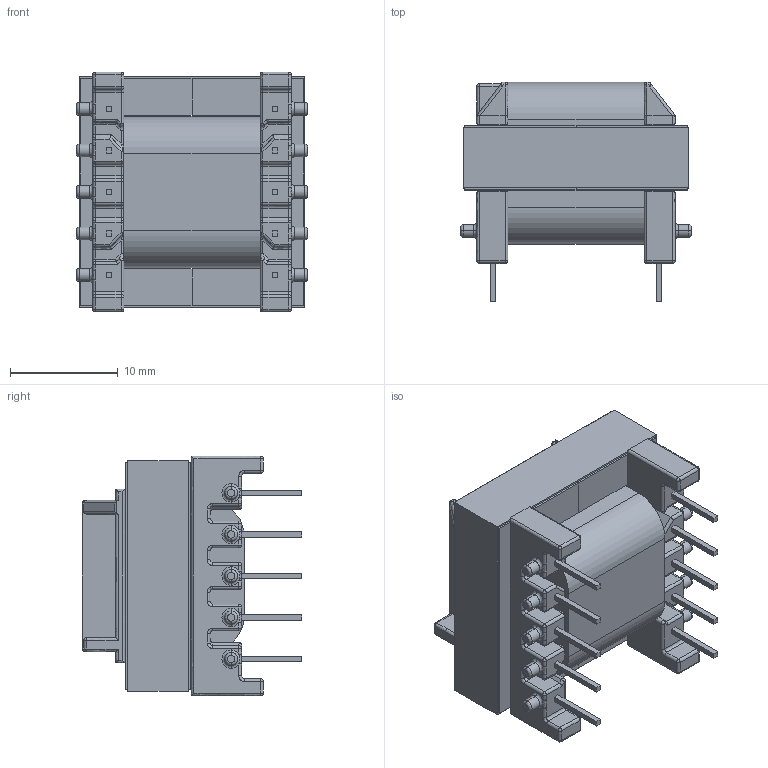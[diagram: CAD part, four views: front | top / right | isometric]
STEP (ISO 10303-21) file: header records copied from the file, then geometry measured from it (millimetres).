
FILE_DESCRIPTION(('FreeCAD Model'),'2;1');
FILE_NAME('Open CASCADE Shape Model','2025-04-29T10:37:48',('FreeCAD'),( 'FreeCAD'),'Open CASCADE STEP processor 7.6','FreeCAD','Unknown');
FILE_SCHEMA(('AUTOMOTIVE_DESIGN { 1 0 10303 214 1 1 1 1 }'));
Length unit declared in the file: millimetre
Products named in the file (1): Open CASCADE STEP translator 7.6 1
Bounding box: 21.47 x 20.36 x 22.26 mm (x, y, z)
Volume: 4807 mm3; surface area: 6311.4 mm2
Topology: 5 solids, 5 shells, 886 faces, 2266 edges, 1364 vertices
Faces by surface type: bspline 886
Entity records: 28555 total; most frequent: CARTESIAN_POINT 15661, ORIENTED_EDGE 4432, EDGE_CURVE 2216, B_SPLINE_CURVE_WITH_KNOTS 1641, VERTEX_POINT 1364, FACE_BOUND 916, EDGE_LOOP 916, ADVANCED_FACE 886
